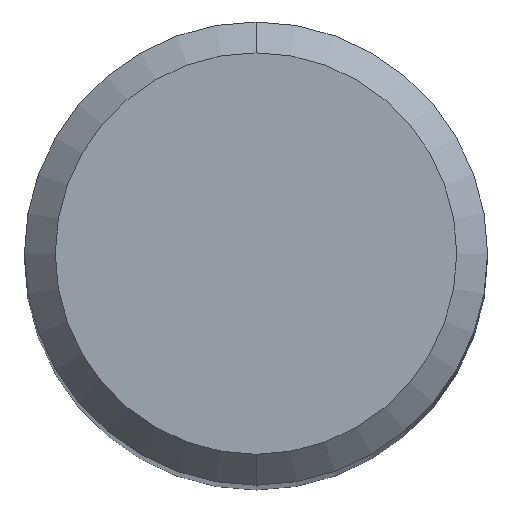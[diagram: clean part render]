
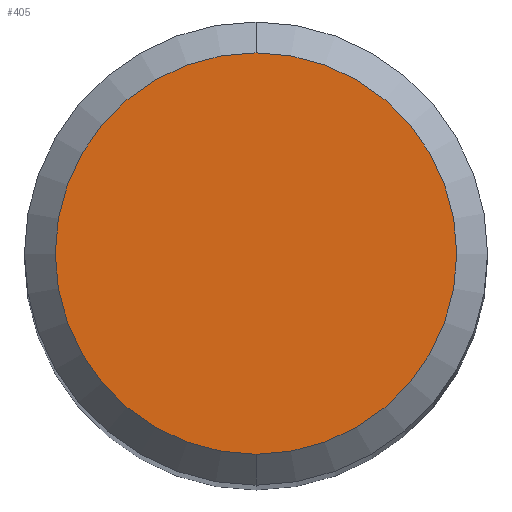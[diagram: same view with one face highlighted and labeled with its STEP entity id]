
A CAD part, top view. The second image highlights one B-rep face of the part: STEP entity #405.
In plain terms, the highlighted planar face has unit normal (0, 0, 1).
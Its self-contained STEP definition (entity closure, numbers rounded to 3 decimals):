
#405=ADVANCED_FACE('',(#938),#939,.T.);
#423=VERTEX_POINT('',#958);
#445=EDGE_CURVE('',#423,#759,#982,.T.);
#619=EDGE_CURVE('',#759,#423,#1174,.T.);
#759=VERTEX_POINT('',#1327);
#938=FACE_OUTER_BOUND('',#3351,.T.);
#939=PLANE('',#3352);
#958=CARTESIAN_POINT('',(0.0,2.6,0.0));
#982=CIRCLE('',#3587,2.6);
#1174=CIRCLE('',#5400,2.6);
#1327=CARTESIAN_POINT('',(0.,-2.6,0.0));
#3351=EDGE_LOOP('',(#7406,#7407));
#3352=AXIS2_PLACEMENT_3D('',#7408,#7409,#7410);
#3587=AXIS2_PLACEMENT_3D('',#7452,#7453,#7454);
#5400=AXIS2_PLACEMENT_3D('',#7685,#7686,#7687);
#7406=ORIENTED_EDGE('',*,*,#445,.F.);
#7407=ORIENTED_EDGE('',*,*,#619,.F.);
#7408=CARTESIAN_POINT('',(0.0,1.3,0.0));
#7409=DIRECTION('',(-0.0,0.0,1.0));
#7410=DIRECTION('',(0.0,-1.0,0.0));
#7452=CARTESIAN_POINT('',(0.0,0.0,0.0));
#7453=DIRECTION('',(0.0,0.0,-1.0));
#7454=DIRECTION('',(0.0,1.0,0.0));
#7685=CARTESIAN_POINT('',(0.0,0.0,0.0));
#7686=DIRECTION('',(0.0,0.0,-1.0));
#7687=DIRECTION('',(0.0,1.0,0.0));
